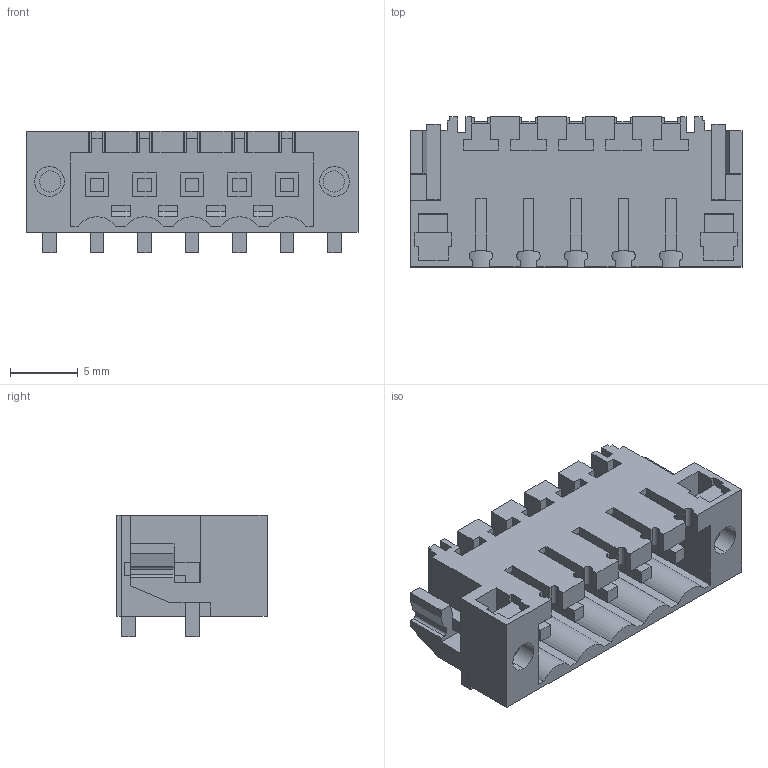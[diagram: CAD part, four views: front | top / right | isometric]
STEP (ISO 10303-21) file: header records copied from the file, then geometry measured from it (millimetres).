
FILE_DESCRIPTION(('CATIA V5 STEP Exchange','CAx-IF Rec.Pracs.--- Model Styling and Organization---1.2---2011-12-15'),'2;1');
FILE_NAME ('D1456511_0_1804970000_1804970000.stp','2018-03-10T11:20:12+00:00',('none'),('Weidmueller'),'CATIA Version 5-6 Release 2014','CATIA V5 STEP AP214','none');
FILE_SCHEMA(('AUTOMOTIVE_DESIGN { 1 0 10303 214 1 1 1 1 }'));
Length unit declared in the file: millimetre
Products named in the file (1): 1804970000
Bounding box: 24.45 x 11.05 x 8.95 mm (x, y, z)
Volume: 930.8 mm3; surface area: 2380.9 mm2
Topology: 8 solids, 8 shells, 426 faces, 1293 edges, 889 vertices
Faces by surface type: plane 389, cylinder 37
Entity records: 13627 total; most frequent: ORIENTED_EDGE 2586, CARTESIAN_POINT 2473, DIRECTION 1855, EDGE_CURVE 1293, VECTOR 1213, LINE 1213, VERTEX_POINT 889, EDGE_LOOP 450
